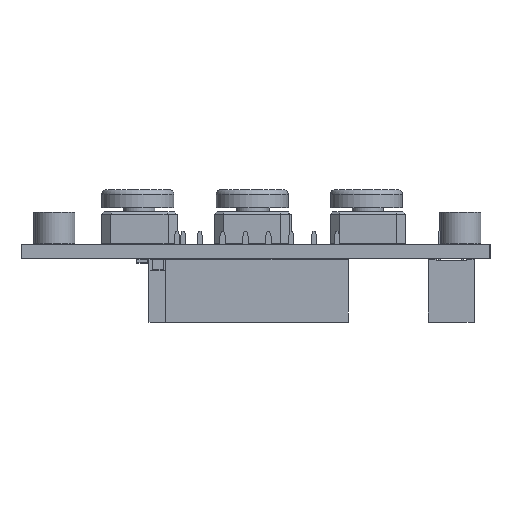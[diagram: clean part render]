
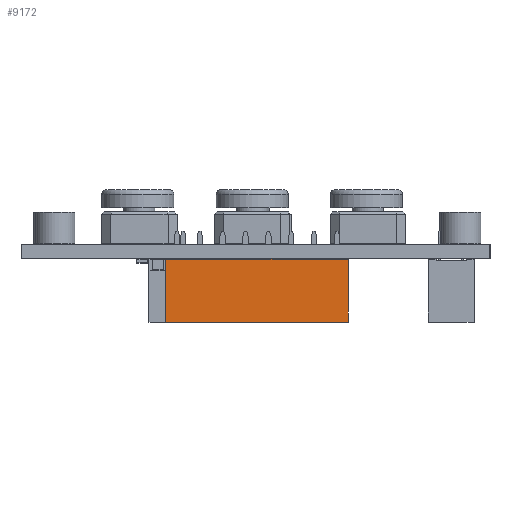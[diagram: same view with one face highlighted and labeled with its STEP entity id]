
A CAD part, left-side view. The second image highlights one B-rep face of the part: STEP entity #9172.
In plain terms, the highlighted face is planar.
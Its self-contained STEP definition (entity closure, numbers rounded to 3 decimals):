
#9172 = ADVANCED_FACE('',(#9173),#9187,.F.);
#9173 = FACE_BOUND('',#9174,.F.);
#9174 = EDGE_LOOP('',(#9175,#9210,#9238,#9266));
#9175 = ORIENTED_EDGE('',*,*,#9176,.T.);
#9176 = EDGE_CURVE('',#9177,#9179,#9181,.T.);
#9177 = VERTEX_POINT('',#9178);
#9178 = CARTESIAN_POINT('',(1.27,-19.05,0.));
#9179 = VERTEX_POINT('',#9180);
#9180 = CARTESIAN_POINT('',(1.27,-19.05,7.));
#9181 = SURFACE_CURVE('',#9182,(#9186,#9198),.PCURVE_S1.);
#9182 = LINE('',#9183,#9184);
#9183 = CARTESIAN_POINT('',(1.27,-19.05,0.));
#9184 = VECTOR('',#9185,1.);
#9185 = DIRECTION('',(0.,0.,1.));
#9186 = PCURVE('',#9187,#9192);
#9187 = PLANE('',#9188);
#9188 = AXIS2_PLACEMENT_3D('',#9189,#9190,#9191);
#9189 = CARTESIAN_POINT('',(1.27,-19.05,0.));
#9190 = DIRECTION('',(-1.,0.,0.));
#9191 = DIRECTION('',(0.,1.,0.));
#9192 = DEFINITIONAL_REPRESENTATION('',(#9193),#9197);
#9193 = LINE('',#9194,#9195);
#9194 = CARTESIAN_POINT('',(0.,0.));
#9195 = VECTOR('',#9196,1.);
#9196 = DIRECTION('',(0.,-1.));
#9197 = ( GEOMETRIC_REPRESENTATION_CONTEXT(2) 
PARAMETRIC_REPRESENTATION_CONTEXT() REPRESENTATION_CONTEXT('2D SPACE',''
  ) );
#9198 = PCURVE('',#9199,#9204);
#9199 = PLANE('',#9200);
#9200 = AXIS2_PLACEMENT_3D('',#9201,#9202,#9203);
#9201 = CARTESIAN_POINT('',(-1.27,-19.05,0.));
#9202 = DIRECTION('',(0.,1.,0.));
#9203 = DIRECTION('',(1.,0.,0.));
#9204 = DEFINITIONAL_REPRESENTATION('',(#9205),#9209);
#9205 = LINE('',#9206,#9207);
#9206 = CARTESIAN_POINT('',(2.54,0.));
#9207 = VECTOR('',#9208,1.);
#9208 = DIRECTION('',(0.,-1.));
#9209 = ( GEOMETRIC_REPRESENTATION_CONTEXT(2) 
PARAMETRIC_REPRESENTATION_CONTEXT() REPRESENTATION_CONTEXT('2D SPACE',''
  ) );
#9210 = ORIENTED_EDGE('',*,*,#9211,.T.);
#9211 = EDGE_CURVE('',#9179,#9212,#9214,.T.);
#9212 = VERTEX_POINT('',#9213);
#9213 = CARTESIAN_POINT('',(1.27,1.27,7.));
#9214 = SURFACE_CURVE('',#9215,(#9219,#9226),.PCURVE_S1.);
#9215 = LINE('',#9216,#9217);
#9216 = CARTESIAN_POINT('',(1.27,-19.05,7.));
#9217 = VECTOR('',#9218,1.);
#9218 = DIRECTION('',(0.,1.,0.));
#9219 = PCURVE('',#9187,#9220);
#9220 = DEFINITIONAL_REPRESENTATION('',(#9221),#9225);
#9221 = LINE('',#9222,#9223);
#9222 = CARTESIAN_POINT('',(0.,-7.));
#9223 = VECTOR('',#9224,1.);
#9224 = DIRECTION('',(1.,0.));
#9225 = ( GEOMETRIC_REPRESENTATION_CONTEXT(2) 
PARAMETRIC_REPRESENTATION_CONTEXT() REPRESENTATION_CONTEXT('2D SPACE',''
  ) );
#9226 = PCURVE('',#9227,#9232);
#9227 = PLANE('',#9228);
#9228 = AXIS2_PLACEMENT_3D('',#9229,#9230,#9231);
#9229 = CARTESIAN_POINT('',(1.27,-19.05,7.));
#9230 = DIRECTION('',(0.,0.,-1.));
#9231 = DIRECTION('',(0.,-1.,0.));
#9232 = DEFINITIONAL_REPRESENTATION('',(#9233),#9237);
#9233 = LINE('',#9234,#9235);
#9234 = CARTESIAN_POINT('',(0.,0.));
#9235 = VECTOR('',#9236,1.);
#9236 = DIRECTION('',(-1.,0.));
#9237 = ( GEOMETRIC_REPRESENTATION_CONTEXT(2) 
PARAMETRIC_REPRESENTATION_CONTEXT() REPRESENTATION_CONTEXT('2D SPACE',''
  ) );
#9238 = ORIENTED_EDGE('',*,*,#9239,.F.);
#9239 = EDGE_CURVE('',#9240,#9212,#9242,.T.);
#9240 = VERTEX_POINT('',#9241);
#9241 = CARTESIAN_POINT('',(1.27,1.27,0.));
#9242 = SURFACE_CURVE('',#9243,(#9247,#9254),.PCURVE_S1.);
#9243 = LINE('',#9244,#9245);
#9244 = CARTESIAN_POINT('',(1.27,1.27,0.));
#9245 = VECTOR('',#9246,1.);
#9246 = DIRECTION('',(0.,0.,1.));
#9247 = PCURVE('',#9187,#9248);
#9248 = DEFINITIONAL_REPRESENTATION('',(#9249),#9253);
#9249 = LINE('',#9250,#9251);
#9250 = CARTESIAN_POINT('',(20.32,0.));
#9251 = VECTOR('',#9252,1.);
#9252 = DIRECTION('',(0.,-1.));
#9253 = ( GEOMETRIC_REPRESENTATION_CONTEXT(2) 
PARAMETRIC_REPRESENTATION_CONTEXT() REPRESENTATION_CONTEXT('2D SPACE',''
  ) );
#9254 = PCURVE('',#9255,#9260);
#9255 = PLANE('',#9256);
#9256 = AXIS2_PLACEMENT_3D('',#9257,#9258,#9259);
#9257 = CARTESIAN_POINT('',(1.27,1.27,0.));
#9258 = DIRECTION('',(0.,-1.,0.));
#9259 = DIRECTION('',(-1.,0.,0.));
#9260 = DEFINITIONAL_REPRESENTATION('',(#9261),#9265);
#9261 = LINE('',#9262,#9263);
#9262 = CARTESIAN_POINT('',(0.,0.));
#9263 = VECTOR('',#9264,1.);
#9264 = DIRECTION('',(0.,-1.));
#9265 = ( GEOMETRIC_REPRESENTATION_CONTEXT(2) 
PARAMETRIC_REPRESENTATION_CONTEXT() REPRESENTATION_CONTEXT('2D SPACE',''
  ) );
#9266 = ORIENTED_EDGE('',*,*,#9267,.F.);
#9267 = EDGE_CURVE('',#9177,#9240,#9268,.T.);
#9268 = SURFACE_CURVE('',#9269,(#9273,#9280),.PCURVE_S1.);
#9269 = LINE('',#9270,#9271);
#9270 = CARTESIAN_POINT('',(1.27,-19.05,0.));
#9271 = VECTOR('',#9272,1.);
#9272 = DIRECTION('',(0.,1.,0.));
#9273 = PCURVE('',#9187,#9274);
#9274 = DEFINITIONAL_REPRESENTATION('',(#9275),#9279);
#9275 = LINE('',#9276,#9277);
#9276 = CARTESIAN_POINT('',(0.,0.));
#9277 = VECTOR('',#9278,1.);
#9278 = DIRECTION('',(1.,0.));
#9279 = ( GEOMETRIC_REPRESENTATION_CONTEXT(2) 
PARAMETRIC_REPRESENTATION_CONTEXT() REPRESENTATION_CONTEXT('2D SPACE',''
  ) );
#9280 = PCURVE('',#9281,#9286);
#9281 = PLANE('',#9282);
#9282 = AXIS2_PLACEMENT_3D('',#9283,#9284,#9285);
#9283 = CARTESIAN_POINT('',(1.27,-19.05,0.));
#9284 = DIRECTION('',(0.,0.,-1.));
#9285 = DIRECTION('',(0.,-1.,0.));
#9286 = DEFINITIONAL_REPRESENTATION('',(#9287),#9291);
#9287 = LINE('',#9288,#9289);
#9288 = CARTESIAN_POINT('',(0.,0.));
#9289 = VECTOR('',#9290,1.);
#9290 = DIRECTION('',(-1.,0.));
#9291 = ( GEOMETRIC_REPRESENTATION_CONTEXT(2) 
PARAMETRIC_REPRESENTATION_CONTEXT() REPRESENTATION_CONTEXT('2D SPACE',''
  ) );
